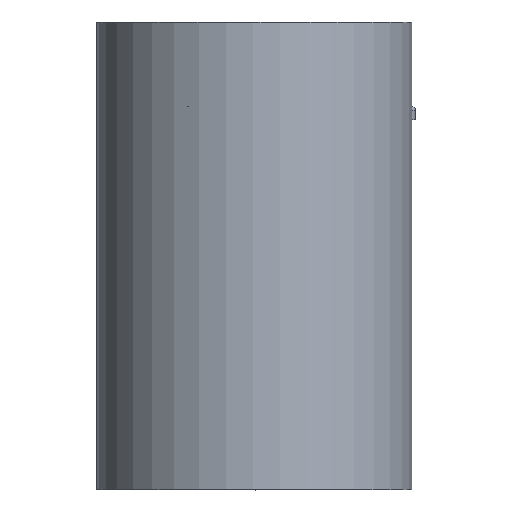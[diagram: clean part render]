
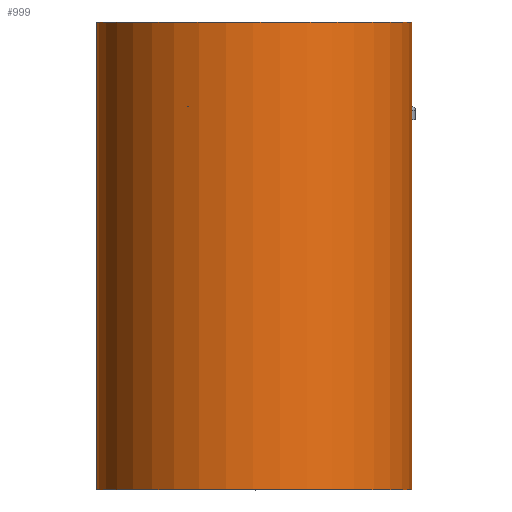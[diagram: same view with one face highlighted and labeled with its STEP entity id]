
A CAD part, top view. The second image highlights one B-rep face of the part: STEP entity #999.
In plain terms, the highlighted cylindrical face has radius 45.5 mm (diameter 91 mm), a full revolution.
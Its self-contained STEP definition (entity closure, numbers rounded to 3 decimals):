
#53=FACE_BOUND('',#162,.T.);
#73=B_SPLINE_CURVE_WITH_KNOTS('',3,(#1650,#1651,#1652,#1653,#1654,#1655,
#1656,#1657,#1658,#1659,#1660,#1661),.UNSPECIFIED.,.F.,.F.,(4,2,2,2,2,4),
(-0.399,-0.379,-0.359,-0.313,
-0.231,-0.179),.UNSPECIFIED.);
#74=B_SPLINE_CURVE_WITH_KNOTS('',3,(#1668,#1669,#1670,#1671,#1672,#1673,
#1674,#1675,#1676,#1677,#1678,#1679),.UNSPECIFIED.,.F.,.F.,(4,2,2,2,2,4),
(-0.19,-0.151,-0.085,-0.045,
-0.02,0.),.UNSPECIFIED.);
#98=FACE_OUTER_BOUND('',#161,.T.);
#161=EDGE_LOOP('',(#671,#672,#673,#674));
#162=EDGE_LOOP('',(#675,#676,#677,#678,#679,#680));
#241=LINE('',#1644,#271);
#242=LINE('',#1663,#272);
#243=LINE('',#1667,#273);
#271=VECTOR('',#1267,45.5);
#272=VECTOR('',#1272,10.);
#273=VECTOR('',#1275,10.);
#306=CIRCLE('',#1084,45.5);
#307=CIRCLE('',#1085,45.5);
#308=CIRCLE('',#1086,45.5);
#309=CIRCLE('',#1087,45.5);
#410=VERTEX_POINT('',#1641);
#411=VERTEX_POINT('',#1643);
#412=VERTEX_POINT('',#1646);
#413=VERTEX_POINT('',#1647);
#414=VERTEX_POINT('',#1649);
#415=VERTEX_POINT('',#1662);
#416=VERTEX_POINT('',#1664);
#417=VERTEX_POINT('',#1666);
#511=EDGE_CURVE('',#410,#410,#306,.T.);
#512=EDGE_CURVE('',#410,#411,#241,.T.);
#513=EDGE_CURVE('',#411,#411,#307,.T.);
#514=EDGE_CURVE('',#412,#413,#308,.T.);
#515=EDGE_CURVE('',#414,#412,#73,.T.);
#516=EDGE_CURVE('',#415,#414,#242,.T.);
#517=EDGE_CURVE('',#416,#415,#309,.T.);
#518=EDGE_CURVE('',#417,#416,#243,.T.);
#519=EDGE_CURVE('',#413,#417,#74,.T.);
#671=ORIENTED_EDGE('',*,*,#511,.F.);
#672=ORIENTED_EDGE('',*,*,#512,.T.);
#673=ORIENTED_EDGE('',*,*,#513,.F.);
#674=ORIENTED_EDGE('',*,*,#512,.F.);
#675=ORIENTED_EDGE('',*,*,#514,.F.);
#676=ORIENTED_EDGE('',*,*,#515,.F.);
#677=ORIENTED_EDGE('',*,*,#516,.F.);
#678=ORIENTED_EDGE('',*,*,#517,.F.);
#679=ORIENTED_EDGE('',*,*,#518,.F.);
#680=ORIENTED_EDGE('',*,*,#519,.F.);
#974=CYLINDRICAL_SURFACE('',#1083,45.5);
#999=ADVANCED_FACE('',(#98,#53),#974,.T.);
#1083=AXIS2_PLACEMENT_3D('',#1640,#1263,#1264);
#1084=AXIS2_PLACEMENT_3D('',#1642,#1265,#1266);
#1085=AXIS2_PLACEMENT_3D('',#1645,#1268,#1269);
#1086=AXIS2_PLACEMENT_3D('',#1648,#1270,#1271);
#1087=AXIS2_PLACEMENT_3D('',#1665,#1273,#1274);
#1263=DIRECTION('center_axis',(0.,1.,0.));
#1264=DIRECTION('ref_axis',(0.771,0.,-0.637));
#1265=DIRECTION('center_axis',(0.,1.,0.));
#1266=DIRECTION('ref_axis',(0.771,0.,-0.637));
#1267=DIRECTION('',(0.,-1.,0.));
#1268=DIRECTION('center_axis',(0.,-1.,0.));
#1269=DIRECTION('ref_axis',(0.771,0.,-0.637));
#1270=DIRECTION('center_axis',(0.,-1.,0.));
#1271=DIRECTION('ref_axis',(0.771,0.,-0.637));
#1272=DIRECTION('',(0.,1.,0.));
#1273=DIRECTION('center_axis',(0.,1.,0.));
#1274=DIRECTION('ref_axis',(0.771,0.,-0.637));
#1275=DIRECTION('',(0.,-1.,0.));
#1640=CARTESIAN_POINT('Origin',(0.,-2.5,0.));
#1641=CARTESIAN_POINT('',(-35.082,25.614,28.974));
#1642=CARTESIAN_POINT('Origin',(0.,25.614,0.));
#1643=CARTESIAN_POINT('',(-35.082,-109.343,28.974));
#1644=CARTESIAN_POINT('',(-35.082,-2.5,28.974));
#1645=CARTESIAN_POINT('Origin',(0.,-109.343,0.));
#1646=CARTESIAN_POINT('',(37.19,1.25,-26.214));
#1647=CARTESIAN_POINT('',(41.297,1.25,-19.1));
#1648=CARTESIAN_POINT('Origin',(0.,1.25,0.));
#1649=CARTESIAN_POINT('',(36.253,0.25,-27.495));
#1650=CARTESIAN_POINT('Ctrl Pts',(36.253,0.25,-27.495));
#1651=CARTESIAN_POINT('Ctrl Pts',(36.253,0.305,-27.495));
#1652=CARTESIAN_POINT('Ctrl Pts',(36.258,0.358,-27.488));
#1653=CARTESIAN_POINT('Ctrl Pts',(36.279,0.466,-27.46));
#1654=CARTESIAN_POINT('Ctrl Pts',(36.295,0.518,-27.439));
#1655=CARTESIAN_POINT('Ctrl Pts',(36.356,0.675,-27.359));
#1656=CARTESIAN_POINT('Ctrl Pts',(36.415,0.769,-27.281));
#1657=CARTESIAN_POINT('Ctrl Pts',(36.586,0.988,-27.051));
#1658=CARTESIAN_POINT('Ctrl Pts',(36.73,1.108,-26.855));
#1659=CARTESIAN_POINT('Ctrl Pts',(36.986,1.225,-26.501));
#1660=CARTESIAN_POINT('Ctrl Pts',(37.089,1.25,-26.357));
#1661=CARTESIAN_POINT('Ctrl Pts',(37.19,1.25,-26.214));
#1662=CARTESIAN_POINT('',(36.253,-2.5,-27.495));
#1663=CARTESIAN_POINT('',(36.253,-2.5,-27.495));
#1664=CARTESIAN_POINT('',(41.938,-2.5,-17.648));
#1665=CARTESIAN_POINT('Origin',(0.,-2.5,0.));
#1666=CARTESIAN_POINT('',(41.938,0.25,-17.648));
#1667=CARTESIAN_POINT('',(41.938,-2.5,-17.648));
#1668=CARTESIAN_POINT('Ctrl Pts',(41.297,1.25,-19.1));
#1669=CARTESIAN_POINT('Ctrl Pts',(41.361,1.25,-18.961));
#1670=CARTESIAN_POINT('Ctrl Pts',(41.426,1.231,-18.82));
#1671=CARTESIAN_POINT('Ctrl Pts',(41.588,1.138,-18.46));
#1672=CARTESIAN_POINT('Ctrl Pts',(41.679,1.039,-18.253));
#1673=CARTESIAN_POINT('Ctrl Pts',(41.797,0.846,-17.98));
#1674=CARTESIAN_POINT('Ctrl Pts',(41.84,0.756,-17.879));
#1675=CARTESIAN_POINT('Ctrl Pts',(41.895,0.589,-17.751));
#1676=CARTESIAN_POINT('Ctrl Pts',(41.912,0.518,-17.709));
#1677=CARTESIAN_POINT('Ctrl Pts',(41.933,0.38,-17.66));
#1678=CARTESIAN_POINT('Ctrl Pts',(41.938,0.316,-17.648));
#1679=CARTESIAN_POINT('Ctrl Pts',(41.938,0.25,-17.648));
